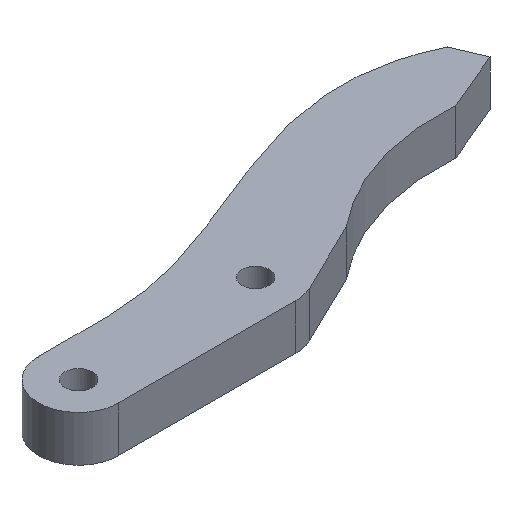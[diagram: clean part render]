
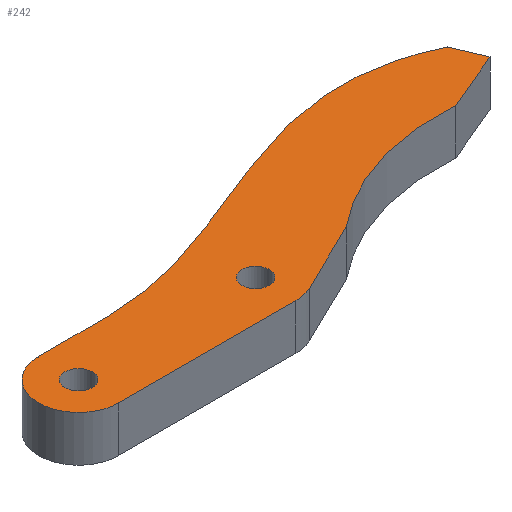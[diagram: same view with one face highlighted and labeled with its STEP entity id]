
A CAD part, isometric view. The second image highlights one B-rep face of the part: STEP entity #242.
In plain terms, the highlighted face is planar.
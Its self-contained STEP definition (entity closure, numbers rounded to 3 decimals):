
#27=FACE_BOUND('',#46,.T.);
#28=FACE_BOUND('',#47,.T.);
#30=FACE_OUTER_BOUND('',#45,.T.);
#45=EDGE_LOOP('',(#179,#180,#181,#182,#183,#184,#185,#186,#187));
#46=EDGE_LOOP('',(#188));
#47=EDGE_LOOP('',(#189));
#63=CIRCLE('',#275,4.411);
#64=CIRCLE('',#276,4.411);
#65=CIRCLE('',#277,1.5);
#66=CIRCLE('',#278,1.5);
#69=B_SPLINE_CURVE_WITH_KNOTS('',3,(#397,#398,#399,#400),.UNSPECIFIED.,
 .F.,.F.,(4,4),(-3.807,0.),.UNSPECIFIED.);
#70=B_SPLINE_CURVE_WITH_KNOTS('',3,(#405,#406,#407,#408),.UNSPECIFIED.,
 .F.,.F.,(4,4),(-9.071,0.),.UNSPECIFIED.);
#76=LINE('',#387,#97);
#77=LINE('',#391,#98);
#78=LINE('',#395,#99);
#79=LINE('',#402,#100);
#80=LINE('',#404,#101);
#97=VECTOR('',#310,5.);
#98=VECTOR('',#313,5.);
#99=VECTOR('',#316,5.);
#100=VECTOR('',#317,5.);
#101=VECTOR('',#318,5.);
#124=VERTEX_POINT('',#385);
#125=VERTEX_POINT('',#386);
#126=VERTEX_POINT('',#388);
#127=VERTEX_POINT('',#390);
#128=VERTEX_POINT('',#392);
#129=VERTEX_POINT('',#394);
#130=VERTEX_POINT('',#396);
#131=VERTEX_POINT('',#401);
#132=VERTEX_POINT('',#403);
#133=VERTEX_POINT('',#409);
#134=VERTEX_POINT('',#411);
#146=EDGE_CURVE('',#124,#125,#76,.T.);
#147=EDGE_CURVE('',#126,#124,#63,.T.);
#148=EDGE_CURVE('',#127,#126,#77,.T.);
#149=EDGE_CURVE('',#128,#127,#64,.T.);
#150=EDGE_CURVE('',#129,#128,#78,.T.);
#151=EDGE_CURVE('',#130,#129,#69,.T.);
#152=EDGE_CURVE('',#131,#130,#79,.T.);
#153=EDGE_CURVE('',#132,#131,#80,.T.);
#154=EDGE_CURVE('',#125,#132,#70,.T.);
#155=EDGE_CURVE('',#133,#133,#65,.T.);
#156=EDGE_CURVE('',#134,#134,#66,.T.);
#179=ORIENTED_EDGE('',*,*,#146,.F.);
#180=ORIENTED_EDGE('',*,*,#147,.F.);
#181=ORIENTED_EDGE('',*,*,#148,.F.);
#182=ORIENTED_EDGE('',*,*,#149,.F.);
#183=ORIENTED_EDGE('',*,*,#150,.F.);
#184=ORIENTED_EDGE('',*,*,#151,.F.);
#185=ORIENTED_EDGE('',*,*,#152,.F.);
#186=ORIENTED_EDGE('',*,*,#153,.F.);
#187=ORIENTED_EDGE('',*,*,#154,.F.);
#188=ORIENTED_EDGE('',*,*,#155,.F.);
#189=ORIENTED_EDGE('',*,*,#156,.F.);
#235=PLANE('',#274);
#242=ADVANCED_FACE('',(#30,#27,#28),#235,.T.);
#274=AXIS2_PLACEMENT_3D('',#384,#308,#309);
#275=AXIS2_PLACEMENT_3D('',#389,#311,#312);
#276=AXIS2_PLACEMENT_3D('',#393,#314,#315);
#277=AXIS2_PLACEMENT_3D('',#410,#319,#320);
#278=AXIS2_PLACEMENT_3D('',#412,#321,#322);
#308=DIRECTION('center_axis',(1.,0.,0.));
#309=DIRECTION('ref_axis',(0.,0.,-1.));
#310=DIRECTION('',(0.,0.,-1.));
#311=DIRECTION('center_axis',(-1.,0.,0.));
#312=DIRECTION('ref_axis',(0.,0.,-1.));
#313=DIRECTION('',(0.,0.,1.));
#314=DIRECTION('center_axis',(-1.,0.,0.));
#315=DIRECTION('ref_axis',(0.,0.,-1.));
#316=DIRECTION('',(0.,-0.437,0.9));
#317=DIRECTION('',(0.,-0.39,0.921));
#318=DIRECTION('',(0.,-0.921,-0.39));
#319=DIRECTION('center_axis',(1.,0.,0.));
#320=DIRECTION('ref_axis',(0.,1.,0.));
#321=DIRECTION('center_axis',(1.,0.,0.));
#322=DIRECTION('ref_axis',(0.,1.,0.));
#384=CARTESIAN_POINT('Origin',(13.5,1.178,-1.613));
#385=CARTESIAN_POINT('',(13.5,10.,-6.024));
#386=CARTESIAN_POINT('',(13.5,10.,-13.695));
#387=CARTESIAN_POINT('',(13.5,10.,-7.654));
#388=CARTESIAN_POINT('',(13.5,1.178,-6.024));
#389=CARTESIAN_POINT('Origin',(13.5,5.589,-6.024));
#390=CARTESIAN_POINT('',(13.5,1.178,-25.433));
#391=CARTESIAN_POINT('',(13.5,1.178,-3.819));
#392=CARTESIAN_POINT('',(13.5,1.621,-27.359));
#393=CARTESIAN_POINT('Origin',(13.5,5.589,-25.433));
#394=CARTESIAN_POINT('',(13.5,5.434,-35.212));
#395=CARTESIAN_POINT('',(13.5,-3.479,-16.855));
#396=CARTESIAN_POINT('',(13.5,10.942,-52.735));
#397=CARTESIAN_POINT('Ctrl Pts',(13.5,10.942,-52.735));
#398=CARTESIAN_POINT('Ctrl Pts',(13.5,11.429,-46.177));
#399=CARTESIAN_POINT('Ctrl Pts',(13.5,9.593,-40.336));
#400=CARTESIAN_POINT('Ctrl Pts',(13.5,5.434,-35.212));
#401=CARTESIAN_POINT('',(13.5,13.696,-59.233));
#402=CARTESIAN_POINT('',(13.5,1.015,-29.312));
#403=CARTESIAN_POINT('',(13.5,16.945,-57.856));
#404=CARTESIAN_POINT('',(13.5,18.741,-57.095));
#405=CARTESIAN_POINT('Ctrl Pts',(13.5,10.,-13.695));
#406=CARTESIAN_POINT('Ctrl Pts',(13.5,10.,-29.014));
#407=CARTESIAN_POINT('Ctrl Pts',(13.5,24.612,-42.131));
#408=CARTESIAN_POINT('Ctrl Pts',(13.5,16.945,-57.856));
#409=CARTESIAN_POINT('',(13.5,4.089,-6.024));
#410=CARTESIAN_POINT('Origin',(13.5,5.589,-6.024));
#411=CARTESIAN_POINT('',(13.5,4.089,-25.433));
#412=CARTESIAN_POINT('Origin',(13.5,5.589,-25.433));
